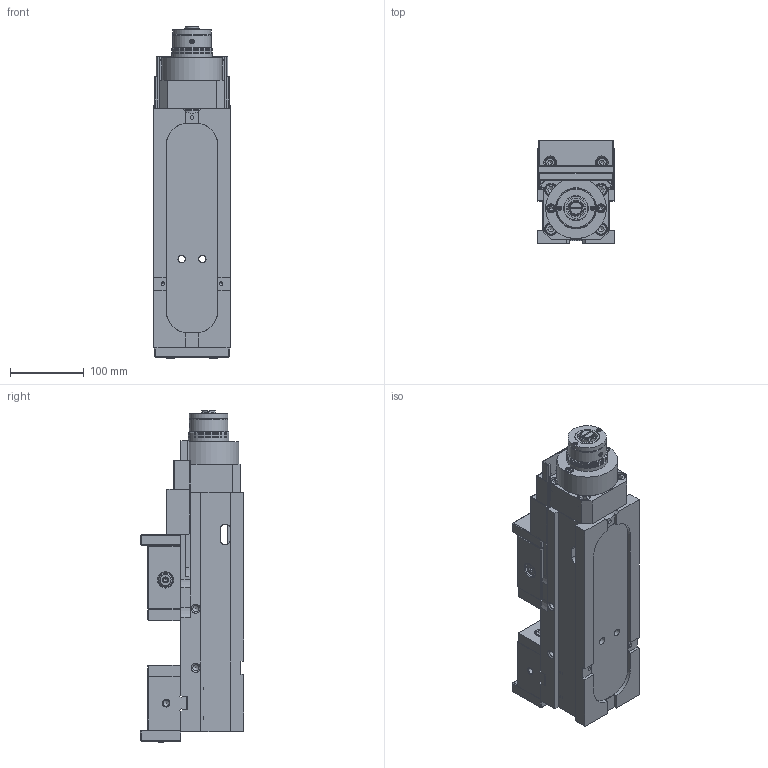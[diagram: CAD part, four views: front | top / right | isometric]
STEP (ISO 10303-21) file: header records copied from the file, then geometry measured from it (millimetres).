
FILE_DESCRIPTION(/* description */ (''),/* implementation_level */ '2;1');
FILE_NAME(/* name */ '3AVQ100.stp',/* time_stamp */ '2015-09-16T08:33:48+08:00',/* author */ ('user'),/* organization */ (''),/* preprocessor_version */ 'ST-DEVELOPER v15.2',/* originating_system */ 'Autodesk Inventor 2014',/* authorisation */ '');
FILE_SCHEMA (('AUTOMOTIVE_DESIGN { 1 0 10303 214 3 1 1 }'));
Length unit declared in the file: millimetre
Products named in the file (42): AVQ4101-本座; AVQ4302; AVQ4301-活動顎; AVQ4303-作動桿; VQ4103-螺桿固定塊; AVQ5104-盤片墊片; AVQ5-1盤型碟片; AVQ4102-間隔板; ALQ-5705; FP6505-防塵螺絲; ALQ6731-母螺紋套; ALQ6732-公螺紋套; ALQ6735-調節套筒; ALQ6736-防塵墊片; ALQ6737-防塵橡膠; ); HP620 - 彈簧導銷; HP621 - 彈簧調整螺帽; 50J15100; C型扣環-軸用S38; 鋼珠-10; OB1541-彈簧(組合壓縮狀); 無頭-M5x0.75Px5L; CAP-M3x8L; 無頭-M6x6L; ALQ-5704; ALQ-5調壓組; AVQ-5750; AVQ4401(內鉗口)-01; ANSI B18.3.1M - M10x1.5 x 55(2); ANSI B18.3.1M - M10x1.5 x 65(2); AVQ4403-後外側鉗口; AVQ4402-前外側鉗口; AVQ4A01-外防塵蓋之一; AVQ4A02-外防塵蓋之二; AVQ4A03-外防塵蓋之三; AVQ6A09-銅墊片之二; AVQ6A08-銅墊片之一; ANSI B18.3.1M - M6x1 x 35(2); ANSI B18.3.1M - M10x1.5 x 40(2) ...
Bounding box: 104 x 140 x 449.4 mm (x, y, z)
Volume: 2856052.9 mm3; surface area: 643028 mm2
Topology: 61 solids, 61 shells, 1437 faces, 3437 edges, 2171 vertices
Faces by surface type: plane 857, cylinder 312, cone 218, torus 43, bspline 6, sphere 1
Full cylindrical faces by diameter (mm): 2.459 x2, 2.5 x2, 3 x3, 3.242 x6, 3.3 x2, 4 x2, 4.2 x2, 4.5 x6, 4.917 x9, 5 x4, 5.5 x2, 6 x9, 6.1 x2, 6.5 x6, 6.6 x2, 6.647 x9, 8 x9, 8.376 x15, 8.5 x1, 9 x12, 9.5 x1, 10 x13, 11 x8, 11.5 x4, 12 x1, 12.4 x1, 13 x10, 14 x14, 14.5 x1, 16 x9
Entity records: 34077 total; most frequent: CARTESIAN_POINT 8293, DIRECTION 5282, ORIENTED_EDGE 4610, EDGE_CURVE 2303, AXIS2_PLACEMENT_3D 1944, EDGE_LOOP 1681, VERTEX_POINT 1654, LINE 1394
